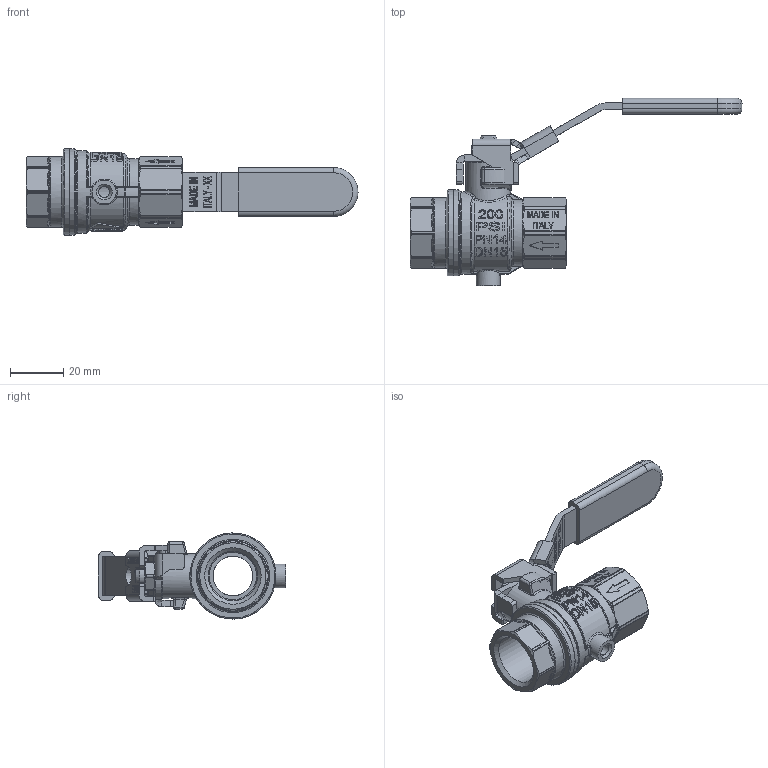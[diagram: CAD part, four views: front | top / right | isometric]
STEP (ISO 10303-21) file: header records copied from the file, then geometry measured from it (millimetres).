
FILE_DESCRIPTION(/* description */ (''),/* implementation_level */ '2;1');
FILE_NAME(/* name */ 'S93D00.stp',/* time_stamp */ '2020-07-21T09:25:30+02:00',/* author */ ('collas'),/* organization */ (''),/* preprocessor_version */ 'ST-DEVELOPER v17.2',/* originating_system */ 'Autodesk Inventor 2019',/* authorisation */ '');
FILE_SCHEMA (('AUTOMOTIVE_DESIGN { 1 0 10303 214 3 1 1 }'));
Products named in the file (11): S93D00; AV93D00; M93D00; pa6g03; O85D01; PBFA03; PBFI03; PBFI03_INSERTO; OBLF03; RIC_PICC_BLO_AZZ_NEUTRA; PDNF3S
Assembly tree (10 placements, depth 4):
  S93D00
    AV93D00
      M93D00
      pa6g03
      O85D01
    PBFA03
      PBFI03
        PBFI03_INSERTO
        OBLF03
      RIC_PICC_BLO_AZZ_NEUTRA
    PDNF3S
Bounding box: 125.28 x 70.68 x 32.5 mm (x, y, z)
Volume: 38061.1 mm3; surface area: 24114.4 mm2
Topology: 7 solids, 7 shells, 1845 faces, 4829 edges, 3078 vertices
Faces by surface type: plane 901, bspline 607, cylinder 218, cone 64, torus 44, sphere 11
Full cylindrical faces by diameter (mm): 4.2 x2, 6 x1, 7.5 x1, 8.95 x1, 9 x1, 15 x2, 17 x1, 18.631 x2, 26.7 x1, 27 x1, 31 x1, 32.5 x2
Entity records: 72427 total; most frequent: CARTESIAN_POINT 30359, ORIENTED_EDGE 9554, DIRECTION 6988, EDGE_CURVE 4777, VERTEX_POINT 3078, LINE 2690, VECTOR 2690, AXIS2_PLACEMENT_3D 2149
